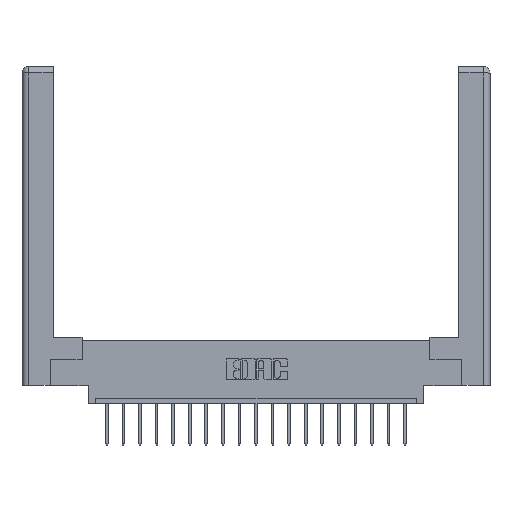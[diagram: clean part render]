
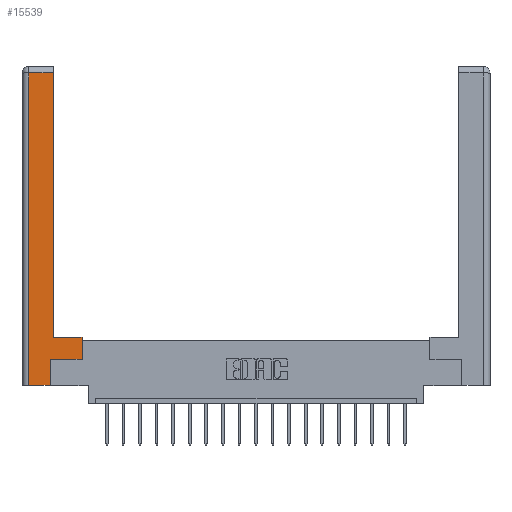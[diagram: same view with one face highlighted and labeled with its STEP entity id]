
A CAD part, top view. The second image highlights one B-rep face of the part: STEP entity #15539.
In plain terms, the highlighted planar face has unit normal (0, 0, 1).
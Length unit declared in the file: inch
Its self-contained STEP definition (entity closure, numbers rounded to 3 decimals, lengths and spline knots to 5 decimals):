
#723 = CARTESIAN_POINT ( 'NONE',  ( 0.0615, 0., 0. ) ) ;
#803 = VERTEX_POINT ( 'NONE', #5286 ) ;
#1161 = DIRECTION ( 'NONE',  ( -1., 0., 0. ) ) ;
#1478 = CARTESIAN_POINT ( 'NONE',  ( 0.565, 0.45, 0. ) ) ;
#1506 = VECTOR ( 'NONE', #4237, 39.37008 ) ;
#1818 = ORIENTED_EDGE ( 'NONE', *, *, #7187, .T. ) ;
#1989 = LINE ( 'NONE', #2685, #19274 ) ;
#2301 = ORIENTED_EDGE ( 'NONE', *, *, #12414, .T. ) ;
#2685 = CARTESIAN_POINT ( 'NONE',  ( 0.0615, 2.94, 0. ) ) ;
#2692 = VERTEX_POINT ( 'NONE', #14520 ) ;
#3032 = CARTESIAN_POINT ( 'NONE',  ( 0., 0., 0. ) ) ;
#3779 = EDGE_LOOP ( 'NONE', ( #1818, #2301, #5852, #6170, #4123, #14932, #10461, #6591 ) ) ;
#4123 = ORIENTED_EDGE ( 'NONE', *, *, #15559, .T. ) ;
#4237 = DIRECTION ( 'NONE',  ( 0., 1., 0. ) ) ;
#4722 = VECTOR ( 'NONE', #5896, 39.37008 ) ;
#5109 = VECTOR ( 'NONE', #13585, 39.37008 ) ;
#5137 = VECTOR ( 'NONE', #18369, 39.37008 ) ;
#5286 = CARTESIAN_POINT ( 'NONE',  ( 0.295, 2.94, 0. ) ) ;
#5631 = EDGE_CURVE ( 'NONE', #2692, #14691, #8595, .T. ) ;
#5852 = ORIENTED_EDGE ( 'NONE', *, *, #9202, .T. ) ;
#5896 = DIRECTION ( 'NONE',  ( 1., 0., 0. ) ) ;
#6170 = ORIENTED_EDGE ( 'NONE', *, *, #10311, .T. ) ;
#6222 = VERTEX_POINT ( 'NONE', #7262 ) ;
#6591 = ORIENTED_EDGE ( 'NONE', *, *, #5631, .T. ) ;
#6643 = LINE ( 'NONE', #18190, #10924 ) ;
#7026 = VERTEX_POINT ( 'NONE', #8186 ) ;
#7141 = LINE ( 'NONE', #10334, #4722 ) ;
#7155 = CARTESIAN_POINT ( 'NONE',  ( 0.295, 0.45, 0. ) ) ;
#7187 = EDGE_CURVE ( 'NONE', #14691, #803, #6643, .T. ) ;
#7203 = DIRECTION ( 'NONE',  ( 0., 1., 0. ) ) ;
#7262 = CARTESIAN_POINT ( 'NONE',  ( 0.265, 0., 0. ) ) ;
#7493 = CARTESIAN_POINT ( 'NONE',  ( 0.0615, 0., 0. ) ) ;
#7594 = CARTESIAN_POINT ( 'NONE',  ( 0.265, 0.245, 0. ) ) ;
#8186 = CARTESIAN_POINT ( 'NONE',  ( 0.265, 0.245, 0. ) ) ;
#8595 = LINE ( 'NONE', #7155, #11700 ) ;
#8720 = CARTESIAN_POINT ( 'NONE',  ( 0.565, 0.245, 0. ) ) ;
#8800 = DIRECTION ( 'NONE',  ( -1., 0., 0. ) ) ;
#8934 = PLANE ( 'NONE',  #15971 ) ;
#8964 = LINE ( 'NONE', #1478, #1506 ) ;
#9000 = DIRECTION ( 'NONE',  ( 0., 0., -1. ) ) ;
#9202 = EDGE_CURVE ( 'NONE', #10966, #9689, #18438, .T. ) ;
#9689 = VERTEX_POINT ( 'NONE', #7493 ) ;
#9700 = CARTESIAN_POINT ( 'NONE',  ( 0.295, 0.45, 0. ) ) ;
#10311 = EDGE_CURVE ( 'NONE', #9689, #6222, #7141, .T. ) ;
#10334 = CARTESIAN_POINT ( 'NONE',  ( 0.265, 0., 0. ) ) ;
#10461 = ORIENTED_EDGE ( 'NONE', *, *, #15529, .T. ) ;
#10924 = VECTOR ( 'NONE', #7203, 39.37008 ) ;
#10966 = VERTEX_POINT ( 'NONE', #16570 ) ;
#11596 = EDGE_CURVE ( 'NONE', #7026, #15161, #18573, .T. ) ;
#11700 = VECTOR ( 'NONE', #1161, 39.37008 ) ;
#12414 = EDGE_CURVE ( 'NONE', #803, #10966, #1989, .T. ) ;
#13585 = DIRECTION ( 'NONE',  ( 0., 1., 0. ) ) ;
#13915 = VECTOR ( 'NONE', #14456, 39.37008 ) ;
#14456 = DIRECTION ( 'NONE',  ( 0., -1., 0. ) ) ;
#14520 = CARTESIAN_POINT ( 'NONE',  ( 0.565, 0.45, 0. ) ) ;
#14691 = VERTEX_POINT ( 'NONE', #9700 ) ;
#14932 = ORIENTED_EDGE ( 'NONE', *, *, #11596, .T. ) ;
#15161 = VERTEX_POINT ( 'NONE', #8720 ) ;
#15529 = EDGE_CURVE ( 'NONE', #15161, #2692, #8964, .T. ) ;
#15539 = ADVANCED_FACE ( 'NONE', ( #16889 ), #8934, .F. ) ;
#15559 = EDGE_CURVE ( 'NONE', #6222, #7026, #16418, .T. ) ;
#15971 = AXIS2_PLACEMENT_3D ( 'NONE', #3032, #9000, #19845 ) ;
#16418 = LINE ( 'NONE', #7594, #5109 ) ;
#16570 = CARTESIAN_POINT ( 'NONE',  ( 0.0615, 2.94, 0. ) ) ;
#16889 = FACE_OUTER_BOUND ( 'NONE', #3779, .T. ) ;
#17141 = CARTESIAN_POINT ( 'NONE',  ( 0.565, 0.245, 0. ) ) ;
#18190 = CARTESIAN_POINT ( 'NONE',  ( 0.295, 3., 0. ) ) ;
#18369 = DIRECTION ( 'NONE',  ( 1., 0., 0. ) ) ;
#18438 = LINE ( 'NONE', #723, #13915 ) ;
#18573 = LINE ( 'NONE', #17141, #5137 ) ;
#19274 = VECTOR ( 'NONE', #8800, 39.37008 ) ;
#19845 = DIRECTION ( 'NONE',  ( -1., 0., 0. ) ) ;
